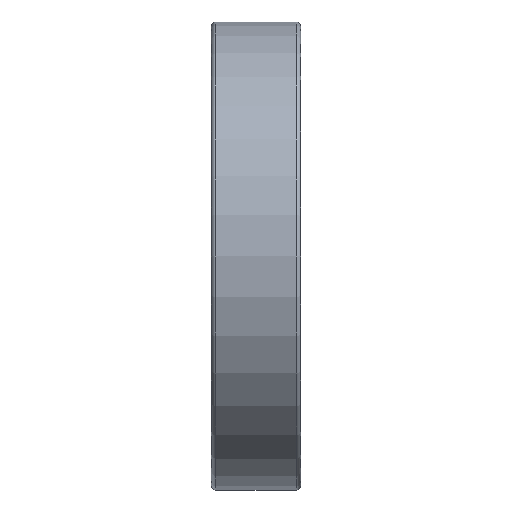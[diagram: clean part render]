
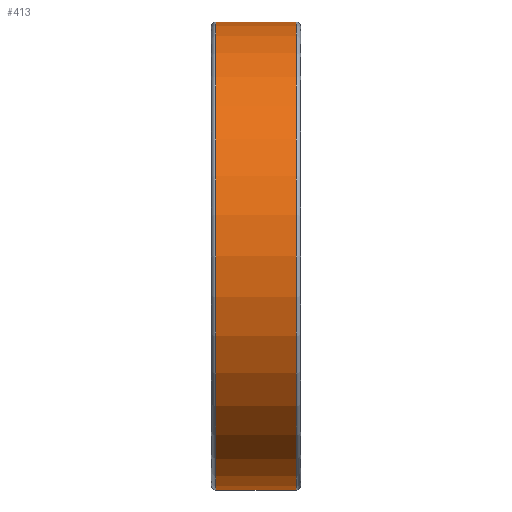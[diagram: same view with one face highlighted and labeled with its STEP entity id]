
A CAD part, front view. The second image highlights one B-rep face of the part: STEP entity #413.
In plain terms, the highlighted cylindrical face has radius 10.5 mm (diameter 21 mm), a partial arc.
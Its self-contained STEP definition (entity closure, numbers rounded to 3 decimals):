
#12 = VECTOR ( 'NONE', #411, 1000. ) ;
#17 = VERTEX_POINT ( 'NONE', #362 ) ;
#21 = DIRECTION ( 'NONE',  ( 1., 0., 0. ) ) ;
#25 = DIRECTION ( 'NONE',  ( 1., 0., 0. ) ) ;
#26 = DIRECTION ( 'NONE',  ( 0., 0., -1. ) ) ;
#59 = DIRECTION ( 'NONE',  ( 0., 0., -1. ) ) ;
#65 = EDGE_CURVE ( 'NONE', #363, #452, #915, .T. ) ;
#126 = EDGE_CURVE ( 'NONE', #960, #17, #683, .T. ) ;
#182 = AXIS2_PLACEMENT_3D ( 'NONE', #722, #1082, #26 ) ;
#288 = DIRECTION ( 'NONE',  ( 0., 0., -1. ) ) ;
#331 = VECTOR ( 'NONE', #25, 1000. ) ;
#362 = CARTESIAN_POINT ( 'NONE',  ( 3.8, 0., -10.5 ) ) ;
#363 = VERTEX_POINT ( 'NONE', #869 ) ;
#411 = DIRECTION ( 'NONE',  ( 1., 0., 0. ) ) ;
#413 = ADVANCED_FACE ( 'NONE', ( #435 ), #1052, .T. ) ;
#435 = FACE_OUTER_BOUND ( 'NONE', #1140, .T. ) ;
#452 = VERTEX_POINT ( 'NONE', #859 ) ;
#527 = CARTESIAN_POINT ( 'NONE',  ( 3.8, 0., 10.5 ) ) ;
#676 = CARTESIAN_POINT ( 'NONE',  ( 4., 0., 10.5 ) ) ;
#683 = CIRCLE ( 'NONE', #182, 10.5 ) ;
#722 = CARTESIAN_POINT ( 'NONE',  ( 3.8, 0., 0. ) ) ;
#746 = LINE ( 'NONE', #1105, #12 ) ;
#750 = AXIS2_PLACEMENT_3D ( 'NONE', #785, #1018, #59 ) ;
#759 = EDGE_CURVE ( 'NONE', #363, #960, #851, .T. ) ;
#785 = CARTESIAN_POINT ( 'NONE',  ( 4., 0., 0. ) ) ;
#805 = ORIENTED_EDGE ( 'NONE', *, *, #126, .F. ) ;
#849 = EDGE_CURVE ( 'NONE', #452, #17, #746, .T. ) ;
#851 = LINE ( 'NONE', #676, #331 ) ;
#855 = ORIENTED_EDGE ( 'NONE', *, *, #759, .F. ) ;
#859 = CARTESIAN_POINT ( 'NONE',  ( 0.2, 0., -10.5 ) ) ;
#865 = ORIENTED_EDGE ( 'NONE', *, *, #849, .T. ) ;
#869 = CARTESIAN_POINT ( 'NONE',  ( 0.2, 0., 10.5 ) ) ;
#893 = CARTESIAN_POINT ( 'NONE',  ( 0.2, 0., 0. ) ) ;
#915 = CIRCLE ( 'NONE', #1044, 10.5 ) ;
#960 = VERTEX_POINT ( 'NONE', #527 ) ;
#1018 = DIRECTION ( 'NONE',  ( 1., 0., 0. ) ) ;
#1039 = ORIENTED_EDGE ( 'NONE', *, *, #65, .T. ) ;
#1044 = AXIS2_PLACEMENT_3D ( 'NONE', #893, #21, #288 ) ;
#1052 = CYLINDRICAL_SURFACE ( 'NONE', #750, 10.5 ) ;
#1082 = DIRECTION ( 'NONE',  ( 1., 0., 0. ) ) ;
#1105 = CARTESIAN_POINT ( 'NONE',  ( 4., 0., -10.5 ) ) ;
#1140 = EDGE_LOOP ( 'NONE', ( #855, #1039, #865, #805 ) ) ;
